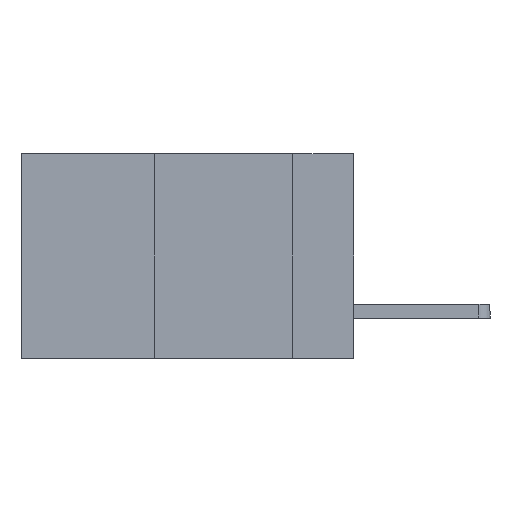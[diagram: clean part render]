
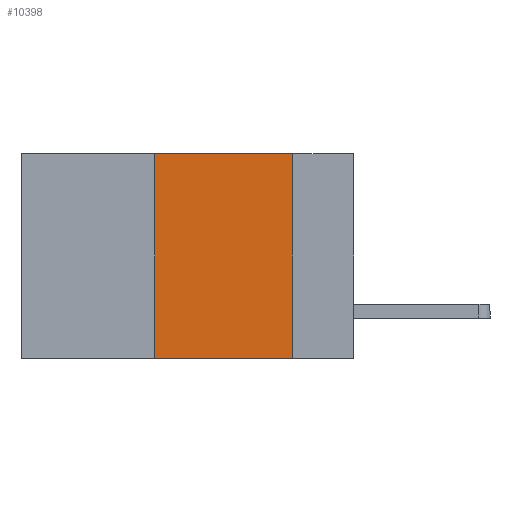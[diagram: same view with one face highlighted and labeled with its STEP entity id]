
A CAD part, left-side view. The second image highlights one B-rep face of the part: STEP entity #10398.
In plain terms, the highlighted planar face has unit normal (-1, 0, 0).
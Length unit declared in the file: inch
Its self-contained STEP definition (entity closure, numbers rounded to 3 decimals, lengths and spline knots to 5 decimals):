
#43 = EDGE_CURVE ( 'NONE', #9344, #4438, #2062, .T. ) ;
#198 = CARTESIAN_POINT ( 'NONE',  ( 0., 0.11, 0. ) ) ;
#444 = ORIENTED_EDGE ( 'NONE', *, *, #9899, .F. ) ;
#458 = EDGE_LOOP ( 'NONE', ( #444, #4469, #11284, #7967 ) ) ;
#502 = VERTEX_POINT ( 'NONE', #198 ) ;
#557 = LINE ( 'NONE', #5751, #7525 ) ;
#605 = DIRECTION ( 'NONE',  ( 0., 0., -1. ) ) ;
#1640 = CARTESIAN_POINT ( 'NONE',  ( 0., 0.6, 0. ) ) ;
#1724 = VECTOR ( 'NONE', #1729, 39.37008 ) ;
#1729 = DIRECTION ( 'NONE',  ( 0., -1., 0. ) ) ;
#1919 = CARTESIAN_POINT ( 'NONE',  ( 0., 0.11, 0. ) ) ;
#2062 = LINE ( 'NONE', #2836, #9703 ) ;
#2804 = VECTOR ( 'NONE', #3951, 39.37008 ) ;
#2812 = DIRECTION ( 'NONE',  ( 0., 0., 1. ) ) ;
#2836 = CARTESIAN_POINT ( 'NONE',  ( 0., 0.36, 0. ) ) ;
#3718 = CARTESIAN_POINT ( 'NONE',  ( 0., 0.36, 0. ) ) ;
#3927 = CARTESIAN_POINT ( 'NONE',  ( 0., 0.36, -0.37 ) ) ;
#3951 = DIRECTION ( 'NONE',  ( 0., 0., -1. ) ) ;
#4088 = LINE ( 'NONE', #7563, #1724 ) ;
#4438 = VERTEX_POINT ( 'NONE', #3718 ) ;
#4469 = ORIENTED_EDGE ( 'NONE', *, *, #7061, .F. ) ;
#5751 = CARTESIAN_POINT ( 'NONE',  ( 0., 0.6, -0.37 ) ) ;
#6553 = DIRECTION ( 'NONE',  ( 1., 0., 0. ) ) ;
#6981 = FACE_OUTER_BOUND ( 'NONE', #458, .T. ) ;
#7061 = EDGE_CURVE ( 'NONE', #4438, #502, #4088, .T. ) ;
#7389 = CARTESIAN_POINT ( 'NONE',  ( 0., 0.11, -0.37 ) ) ;
#7525 = VECTOR ( 'NONE', #12255, 39.37008 ) ;
#7563 = CARTESIAN_POINT ( 'NONE',  ( 0., 0.6, 0. ) ) ;
#7580 = VERTEX_POINT ( 'NONE', #7389 ) ;
#7650 = EDGE_CURVE ( 'NONE', #9344, #7580, #557, .T. ) ;
#7917 = LINE ( 'NONE', #1919, #2804 ) ;
#7967 = ORIENTED_EDGE ( 'NONE', *, *, #7650, .T. ) ;
#8290 = AXIS2_PLACEMENT_3D ( 'NONE', #1640, #6553, #605 ) ;
#9344 = VERTEX_POINT ( 'NONE', #3927 ) ;
#9703 = VECTOR ( 'NONE', #2812, 39.37008 ) ;
#9899 = EDGE_CURVE ( 'NONE', #502, #7580, #7917, .T. ) ;
#10282 = PLANE ( 'NONE',  #8290 ) ;
#10398 = ADVANCED_FACE ( 'NONE', ( #6981 ), #10282, .F. ) ;
#11284 = ORIENTED_EDGE ( 'NONE', *, *, #43, .F. ) ;
#12255 = DIRECTION ( 'NONE',  ( 0., -1., 0. ) ) ;
